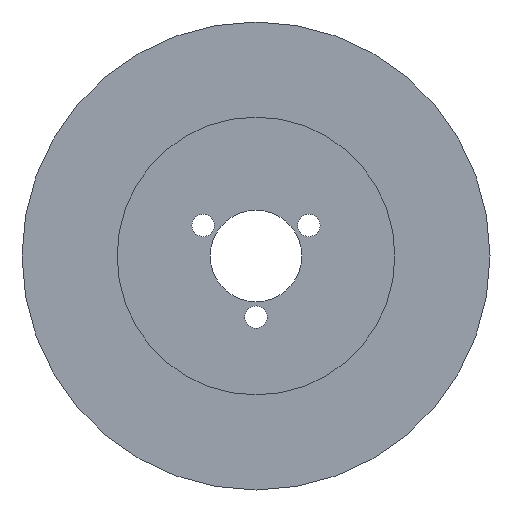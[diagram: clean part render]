
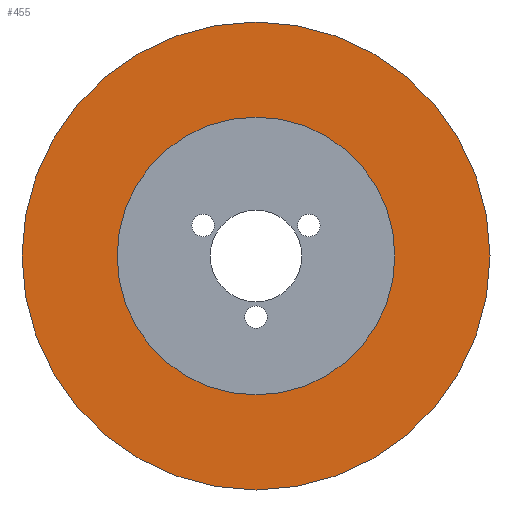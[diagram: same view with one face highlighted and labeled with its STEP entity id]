
A CAD part, front view. The second image highlights one B-rep face of the part: STEP entity #455.
In plain terms, the highlighted planar face has unit normal (0, -1, 0).
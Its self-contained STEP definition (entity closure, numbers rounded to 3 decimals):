
#27 = VERTEX_POINT ( 'NONE', #145 ) ;
#49 = FACE_BOUND ( 'NONE', #171, .T. ) ;
#54 = CIRCLE ( 'NONE', #571, 23. ) ;
#113 = CARTESIAN_POINT ( 'NONE',  ( 0., -10.5, 0. ) ) ;
#115 = EDGE_CURVE ( 'NONE', #370, #27, #402, .T. ) ;
#126 = ORIENTED_EDGE ( 'NONE', *, *, #289, .F. ) ;
#145 = CARTESIAN_POINT ( 'NONE',  ( 0., -10.5, -13.65 ) ) ;
#156 = DIRECTION ( 'NONE',  ( 0., 1., 0. ) ) ;
#171 = EDGE_LOOP ( 'NONE', ( #312, #615 ) ) ;
#195 = AXIS2_PLACEMENT_3D ( 'NONE', #632, #486, #287 ) ;
#241 = EDGE_CURVE ( 'NONE', #27, #370, #536, .T. ) ;
#262 = CARTESIAN_POINT ( 'NONE',  ( 0., -10.5, 13.65 ) ) ;
#287 = DIRECTION ( 'NONE',  ( 0., 0., -1. ) ) ;
#288 = EDGE_CURVE ( 'NONE', #502, #607, #378, .T. ) ;
#289 = EDGE_CURVE ( 'NONE', #607, #502, #54, .T. ) ;
#303 = DIRECTION ( 'NONE',  ( 0., 1., 0. ) ) ;
#312 = ORIENTED_EDGE ( 'NONE', *, *, #241, .F. ) ;
#325 = AXIS2_PLACEMENT_3D ( 'NONE', #595, #156, #347 ) ;
#344 = FACE_OUTER_BOUND ( 'NONE', #432, .T. ) ;
#347 = DIRECTION ( 'NONE',  ( 0., 0., 1. ) ) ;
#354 = DIRECTION ( 'NONE',  ( 0., 0., 1. ) ) ;
#365 = ORIENTED_EDGE ( 'NONE', *, *, #288, .F. ) ;
#370 = VERTEX_POINT ( 'NONE', #262 ) ;
#378 = CIRCLE ( 'NONE', #325, 23. ) ;
#387 = PLANE ( 'NONE',  #403 ) ;
#402 = CIRCLE ( 'NONE', #195, 13.65 ) ;
#403 = AXIS2_PLACEMENT_3D ( 'NONE', #440, #550, #438 ) ;
#426 = AXIS2_PLACEMENT_3D ( 'NONE', #588, #439, #590 ) ;
#432 = EDGE_LOOP ( 'NONE', ( #126, #365 ) ) ;
#438 = DIRECTION ( 'NONE',  ( 0., 0., 1. ) ) ;
#439 = DIRECTION ( 'NONE',  ( 0., -1., 0. ) ) ;
#440 = CARTESIAN_POINT ( 'NONE',  ( 0., -10.5, 0. ) ) ;
#455 = ADVANCED_FACE ( 'NONE', ( #49, #344 ), #387, .F. ) ;
#486 = DIRECTION ( 'NONE',  ( 0., -1., 0. ) ) ;
#502 = VERTEX_POINT ( 'NONE', #594 ) ;
#515 = CARTESIAN_POINT ( 'NONE',  ( 0., -10.5, -23. ) ) ;
#536 = CIRCLE ( 'NONE', #426, 13.65 ) ;
#550 = DIRECTION ( 'NONE',  ( 0., 1., 0. ) ) ;
#571 = AXIS2_PLACEMENT_3D ( 'NONE', #113, #303, #354 ) ;
#588 = CARTESIAN_POINT ( 'NONE',  ( 0., -10.5, 0. ) ) ;
#590 = DIRECTION ( 'NONE',  ( 0., 0., -1. ) ) ;
#594 = CARTESIAN_POINT ( 'NONE',  ( 0., -10.5, 23. ) ) ;
#595 = CARTESIAN_POINT ( 'NONE',  ( 0., -10.5, 0. ) ) ;
#607 = VERTEX_POINT ( 'NONE', #515 ) ;
#615 = ORIENTED_EDGE ( 'NONE', *, *, #115, .F. ) ;
#632 = CARTESIAN_POINT ( 'NONE',  ( 0., -10.5, 0. ) ) ;
